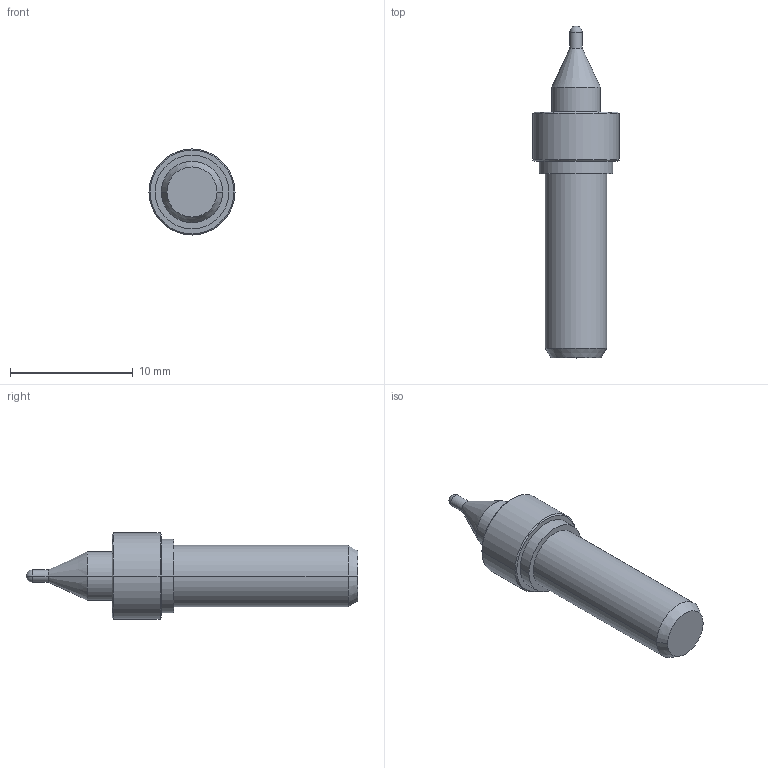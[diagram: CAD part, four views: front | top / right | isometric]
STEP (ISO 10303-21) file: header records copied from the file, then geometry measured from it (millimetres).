
FILE_DESCRIPTION (( 'STEP AP214' ), '1' );
FILE_NAME ('24481~1.STEP', '2018-03-28T09:00:05', ( '' ), ( '' ), 'SwSTEP 2.0', 'SolidWorks 2016', '' );
FILE_SCHEMA (( 'AUTOMOTIVE_DESIGN' ));
Length unit declared in the file: millimetre
Products named in the file (5): F+E-0113-01-003-DS~1; F+E-0113-00-002-0404DU~0; 24481~1; GFS-874405400U3001-Dummy~0; 24482~1
Assembly tree (4 placements, depth 3):
  24481~1
    GFS-874405400U3001-Dummy~0
    24482~1
      F+E-0113-01-003-DS~1
      F+E-0113-00-002-0404DU~0
Bounding box: 7 x 27 x 7 mm (x, y, z)
Volume: 516.9 mm3; surface area: 721.7 mm2
Topology: 3 solids, 3 shells, 45 faces, 92 edges, 53 vertices
Faces by surface type: cone 20, cylinder 16, plane 7, sphere 2
Entity records: 1338 total; most frequent: DIRECTION 246, CARTESIAN_POINT 192, ORIENTED_EDGE 176, AXIS2_PLACEMENT_3D 105, EDGE_CURVE 88, CIRCLE 52, VERTEX_POINT 51, EDGE_LOOP 51
